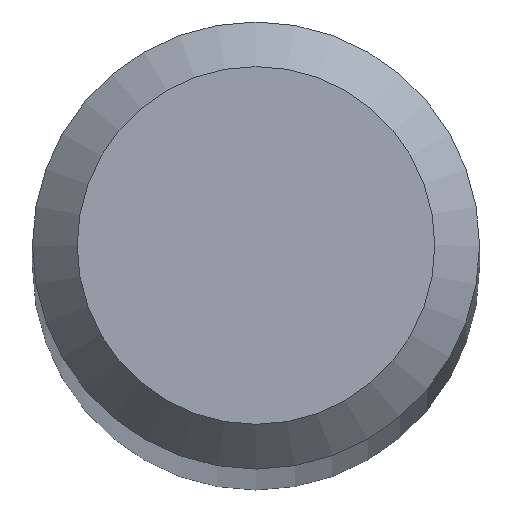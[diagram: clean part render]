
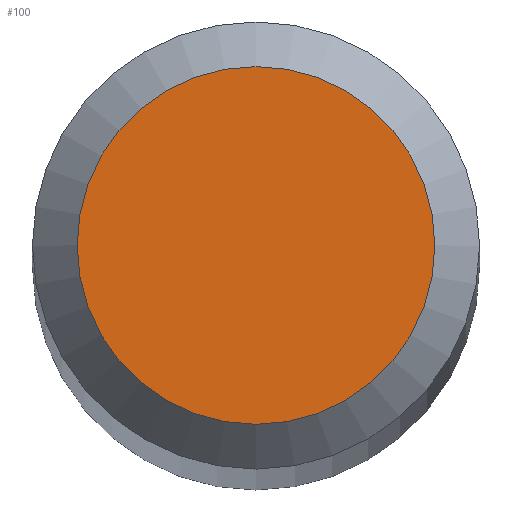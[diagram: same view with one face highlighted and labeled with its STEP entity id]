
A CAD part, top view. The second image highlights one B-rep face of the part: STEP entity #100.
In plain terms, the highlighted planar face has unit normal (0, 0, 1).
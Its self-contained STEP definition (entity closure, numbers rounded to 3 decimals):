
#5 = CIRCLE ( 'NONE', #90, 0.4 ) ;
#29 = VERTEX_POINT ( 'NONE', #147 ) ;
#41 = DIRECTION ( 'NONE',  ( 0., 0., -1. ) ) ;
#57 = ORIENTED_EDGE ( 'NONE', *, *, #135, .F. ) ;
#59 = DIRECTION ( 'NONE',  ( 0., 0., -1. ) ) ;
#60 = DIRECTION ( 'NONE',  ( 0., 1., 0. ) ) ;
#65 = AXIS2_PLACEMENT_3D ( 'NONE', #84, #41, #107 ) ;
#69 = FACE_OUTER_BOUND ( 'NONE', #103, .T. ) ;
#84 = CARTESIAN_POINT ( 'NONE',  ( 0., 0., 30. ) ) ;
#90 = AXIS2_PLACEMENT_3D ( 'NONE', #144, #59, #60 ) ;
#100 = ADVANCED_FACE ( 'NONE', ( #69 ), #129, .F. ) ;
#103 = EDGE_LOOP ( 'NONE', ( #57 ) ) ;
#107 = DIRECTION ( 'NONE',  ( 0., 1., 0. ) ) ;
#129 = PLANE ( 'NONE',  #65 ) ;
#135 = EDGE_CURVE ( 'NONE', #29, #29, #5, .T. ) ;
#144 = CARTESIAN_POINT ( 'NONE',  ( 0., 0., 30. ) ) ;
#147 = CARTESIAN_POINT ( 'NONE',  ( 0., 0.4, 30. ) ) ;
